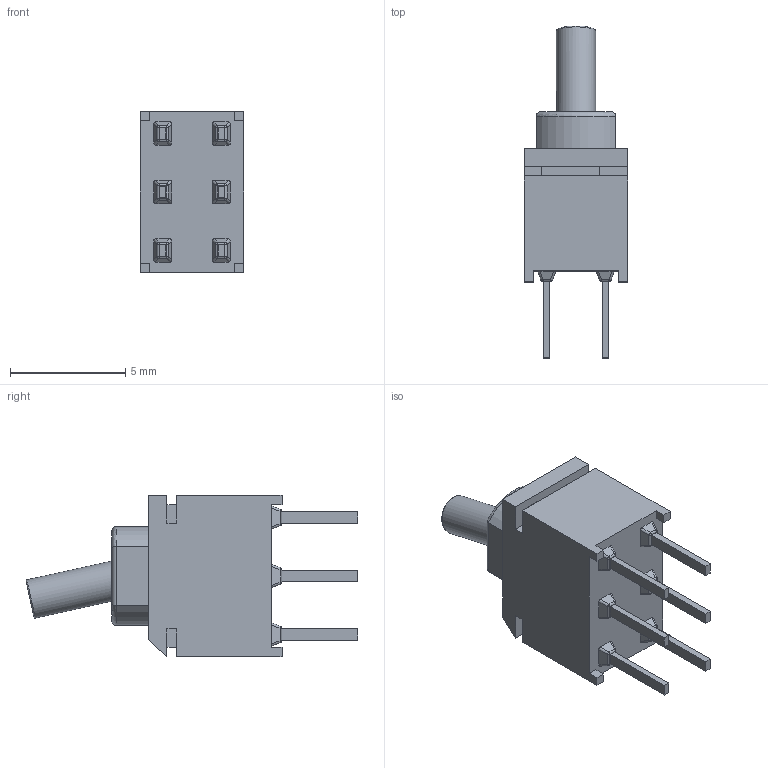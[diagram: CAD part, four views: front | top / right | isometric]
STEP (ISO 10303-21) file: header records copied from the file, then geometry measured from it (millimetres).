
FILE_DESCRIPTION((' '),'2;1');
FILE_NAME('200UDPxT1A1M2RE.stp','2017-07-21T08:50:03',(' '),(' '),' ','ACIS',' ');
FILE_SCHEMA(('CONFIG_CONTROL_DESIGN'));
Length unit declared in the file: inch
Products named in the file (1): 200UDPxT1A1M2RE.stp
Bounding box: 4.5 x 14.42 x 7 mm (x, y, z)
Volume: 183.7 mm3; surface area: 330.5 mm2
Topology: 1 solids, 1 shells, 185 faces, 425 edges, 258 vertices
Faces by surface type: plane 102, cylinder 56, sphere 24, torus 3
Full cylindrical faces by diameter (mm): 1.7 x1, 3 x1
Entity records: 5259 total; most frequent: CARTESIAN_POINT 924, DIRECTION 900, ORIENTED_EDGE 842, EDGE_CURVE 421, VECTOR 306, LINE 306, AXIS2_PLACEMENT_3D 297, VERTEX_POINT 257
